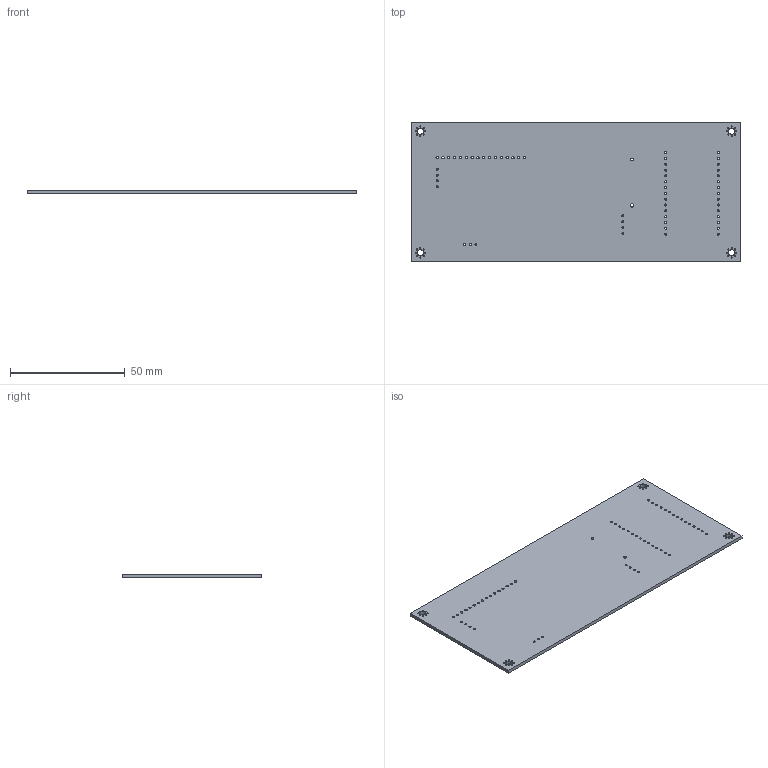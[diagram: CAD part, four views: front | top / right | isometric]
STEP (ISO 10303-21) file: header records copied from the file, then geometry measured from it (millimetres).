
FILE_DESCRIPTION(('KiCad electronic assembly'),'2;1');
FILE_NAME('Resize_Shelf_1.step','2025-07-24T19:41:28',('Pcbnew'),( 'Kicad'),'Open CASCADE STEP processor 7.9','KiCad to STEP converter' ,'Unknown');
FILE_SCHEMA(('AUTOMOTIVE_DESIGN { 1 0 10303 214 1 1 1 1 }'));
Length unit declared in the file: millimetre
Products named in the file (2): Resize_Shelf_1 1; Resize_Shelf_1_PCB
Assembly tree (1 placements, depth 2):
  Resize_Shelf_1 1
    Resize_Shelf_1_PCB
Bounding box: 143.6 x 61 x 1.51 mm (x, y, z)
Volume: 13119.7 mm3; surface area: 18386.9 mm2
Topology: 1 solids, 1 shells, 101 faces, 297 edges, 198 vertices
Faces by surface type: cylinder 95, plane 6
Full cylindrical faces by diameter (mm): 0.5 x32, 0.9 x41, 1.016 x16, 1.17 x1, 1.5 x1, 2.7 x4
Entity records: 3898 total; most frequent: DIRECTION 693, CARTESIAN_POINT 598, ORIENTED_EDGE 594, EDGE_CURVE 297, AXIS2_PLACEMENT_3D 293, FACE_BOUND 291, EDGE_LOOP 291, VERTEX_POINT 198
